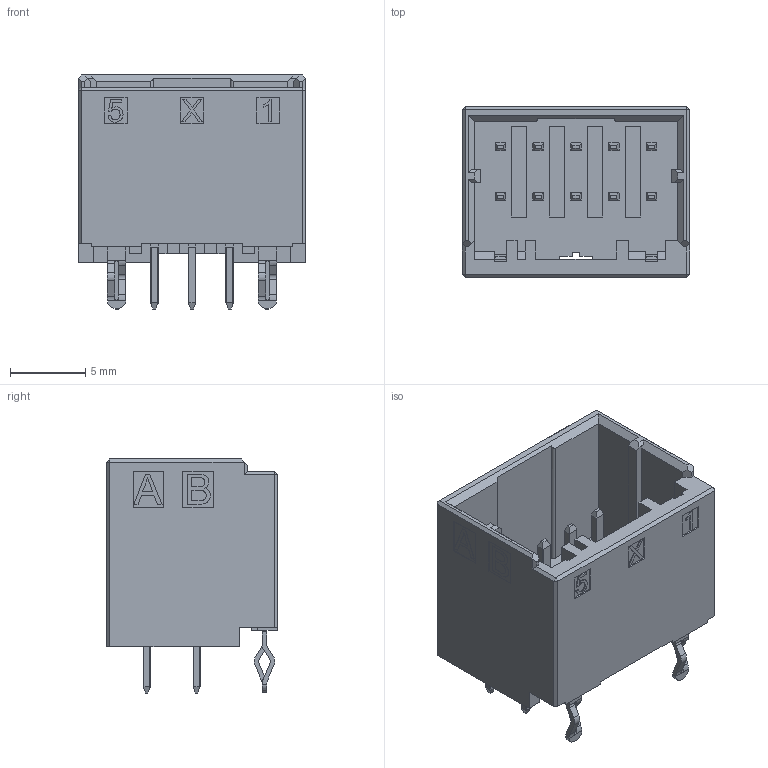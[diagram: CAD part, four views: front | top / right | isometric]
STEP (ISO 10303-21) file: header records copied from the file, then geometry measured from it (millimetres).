
FILE_DESCRIPTION( ('This file contains a STEP AP42 implementation' ,'as created by ZW3D STEP Interface translator.') ,'2;1' );
FILE_NAME( 'WD2500-2WS05XXBT01.stp' ,'2312 5.102623', (''), ('ZWCAD Software Co.'), 'Version 1.0', 'ZW3D to STEP translator', '' );
FILE_SCHEMA(('AUTOMOTIVE_DESIGN { 1 0 10303 214 1 1 1 1 }'));
Length unit declared in the file: millimetre
Products named in the file (2): 0; WD2500-2WS05XXBT01
Bounding box: 15.1 x 11.3 x 15.5 mm (x, y, z)
Volume: 814.3 mm3; surface area: 1771.6 mm2
Topology: 1 solids, 1 shells, 801 faces, 2198 edges, 1442 vertices
Faces by surface type: plane 644, cylinder 102, bspline 55
Entity records: 26421 total; most frequent: CARTESIAN_POINT 5563, ORIENTED_EDGE 4404, DIRECTION 3686, EDGE_CURVE 2198, VECTOR 1852, LINE 1852, VERTEX_POINT 1442, AXIS2_PLACEMENT_3D 917
